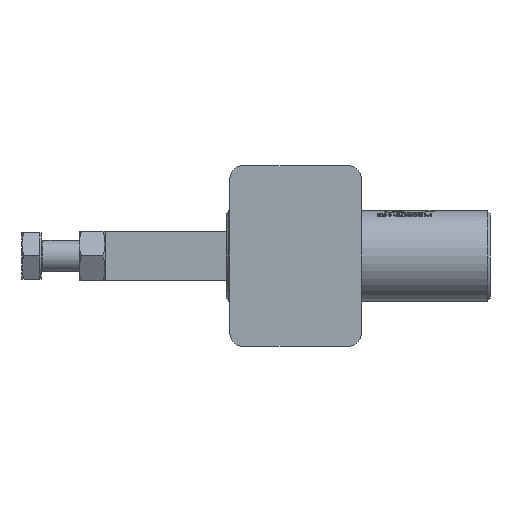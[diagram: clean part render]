
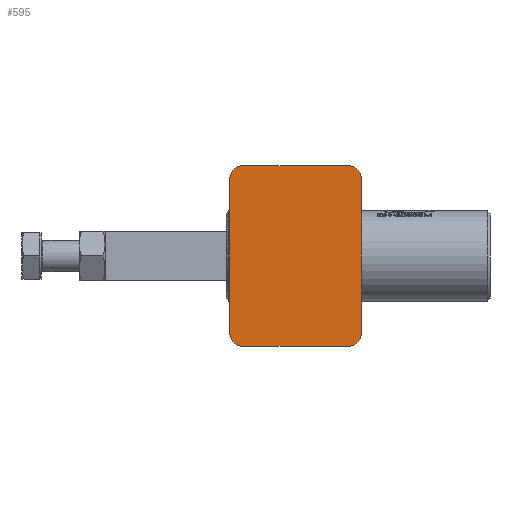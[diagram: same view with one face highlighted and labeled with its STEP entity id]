
A CAD part, front view. The second image highlights one B-rep face of the part: STEP entity #595.
In plain terms, the highlighted planar face has unit normal (0, -1, 0).
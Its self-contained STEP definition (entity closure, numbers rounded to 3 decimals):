
#161 = CARTESIAN_POINT ( 'NONE',  ( -20.4, 0., -29.9 ) ) ;
#399 = CARTESIAN_POINT ( 'NONE',  ( -25.4, 0., -29.9 ) ) ;
#595 = ADVANCED_FACE ( 'NONE', ( #13444 ), #21309, .F. ) ;
#902 = CARTESIAN_POINT ( 'NONE',  ( 20.4, 0., -29.9 ) ) ;
#1189 = EDGE_CURVE ( 'NONE', #24224, #46888, #41566, .T. ) ;
#4162 = DIRECTION ( 'NONE',  ( 0., 0., 1. ) ) ;
#4365 = LINE ( 'NONE', #9221, #24405 ) ;
#4574 = DIRECTION ( 'NONE',  ( 0., -1., 0. ) ) ;
#4914 = DIRECTION ( 'NONE',  ( 0., 0., 1. ) ) ;
#5550 = CIRCLE ( 'NONE', #6950, 5. ) ;
#5741 = ORIENTED_EDGE ( 'NONE', *, *, #26686, .T. ) ;
#6142 = CIRCLE ( 'NONE', #44532, 5. ) ;
#6324 = CARTESIAN_POINT ( 'NONE',  ( -20.4, 0., 34.9 ) ) ;
#6950 = AXIS2_PLACEMENT_3D ( 'NONE', #21313, #49290, #25349 ) ;
#8476 = CARTESIAN_POINT ( 'NONE',  ( -25.4, 0., 34.9 ) ) ;
#9221 = CARTESIAN_POINT ( 'NONE',  ( -25.4, 0., 34.9 ) ) ;
#10555 = ORIENTED_EDGE ( 'NONE', *, *, #27222, .T. ) ;
#10856 = VECTOR ( 'NONE', #36731, 1000. ) ;
#11023 = ORIENTED_EDGE ( 'NONE', *, *, #22397, .T. ) ;
#12151 = LINE ( 'NONE', #44634, #33465 ) ;
#13262 = DIRECTION ( 'NONE',  ( 1., 0., 0. ) ) ;
#13444 = FACE_OUTER_BOUND ( 'NONE', #35399, .T. ) ;
#16568 = CARTESIAN_POINT ( 'NONE',  ( 20.4, 0., -34.9 ) ) ;
#16789 = VERTEX_POINT ( 'NONE', #31924 ) ;
#17688 = CIRCLE ( 'NONE', #34935, 5. ) ;
#19128 = DIRECTION ( 'NONE',  ( 0., 0., 1. ) ) ;
#20558 = LINE ( 'NONE', #33930, #40612 ) ;
#21309 = PLANE ( 'NONE',  #43614 ) ;
#21313 = CARTESIAN_POINT ( 'NONE',  ( -20.4, 0., 29.9 ) ) ;
#22397 = EDGE_CURVE ( 'NONE', #29874, #46888, #5550, .T. ) ;
#22917 = EDGE_CURVE ( 'NONE', #32280, #39624, #6142, .T. ) ;
#24224 = VERTEX_POINT ( 'NONE', #399 ) ;
#24311 = ORIENTED_EDGE ( 'NONE', *, *, #43640, .F. ) ;
#24405 = VECTOR ( 'NONE', #13262, 1000. ) ;
#25349 = DIRECTION ( 'NONE',  ( 0., 0., 1. ) ) ;
#26502 = ORIENTED_EDGE ( 'NONE', *, *, #1189, .F. ) ;
#26686 = EDGE_CURVE ( 'NONE', #27491, #40258, #37145, .T. ) ;
#27222 = EDGE_CURVE ( 'NONE', #24224, #16789, #17688, .T. ) ;
#27491 = VERTEX_POINT ( 'NONE', #28057 ) ;
#28021 = CARTESIAN_POINT ( 'NONE',  ( -25.4, 0., 29.9 ) ) ;
#28057 = CARTESIAN_POINT ( 'NONE',  ( 25.4, 0., 29.9 ) ) ;
#28123 = DIRECTION ( 'NONE',  ( 0., -1., 0. ) ) ;
#28240 = ORIENTED_EDGE ( 'NONE', *, *, #22917, .T. ) ;
#28556 = CARTESIAN_POINT ( 'NONE',  ( 20.4, 0., 29.9 ) ) ;
#28879 = DIRECTION ( 'NONE',  ( 0., -1., 0. ) ) ;
#29874 = VERTEX_POINT ( 'NONE', #6324 ) ;
#31924 = CARTESIAN_POINT ( 'NONE',  ( -20.4, 0., -34.9 ) ) ;
#32173 = CARTESIAN_POINT ( 'NONE',  ( -25.4, 0., -34.9 ) ) ;
#32280 = VERTEX_POINT ( 'NONE', #16568 ) ;
#32578 = DIRECTION ( 'NONE',  ( 0., 0., 1. ) ) ;
#33258 = AXIS2_PLACEMENT_3D ( 'NONE', #28556, #4574, #32578 ) ;
#33465 = VECTOR ( 'NONE', #40961, 1000. ) ;
#33930 = CARTESIAN_POINT ( 'NONE',  ( -25.4, 0., -34.9 ) ) ;
#34613 = CARTESIAN_POINT ( 'NONE',  ( 20.4, 0., 34.9 ) ) ;
#34935 = AXIS2_PLACEMENT_3D ( 'NONE', #161, #28123, #4162 ) ;
#35399 = EDGE_LOOP ( 'NONE', ( #26502, #10555, #48560, #28240, #24311, #5741, #42221, #11023 ) ) ;
#36731 = DIRECTION ( 'NONE',  ( 0., 0., 1. ) ) ;
#37145 = CIRCLE ( 'NONE', #33258, 5. ) ;
#37458 = EDGE_CURVE ( 'NONE', #29874, #40258, #4365, .T. ) ;
#38503 = EDGE_CURVE ( 'NONE', #32280, #16789, #20558, .T. ) ;
#39624 = VERTEX_POINT ( 'NONE', #45116 ) ;
#40258 = VERTEX_POINT ( 'NONE', #34613 ) ;
#40496 = DIRECTION ( 'NONE',  ( 0., 1., 0. ) ) ;
#40612 = VECTOR ( 'NONE', #41978, 1000. ) ;
#40961 = DIRECTION ( 'NONE',  ( 0., 0., -1. ) ) ;
#41566 = LINE ( 'NONE', #32173, #10856 ) ;
#41978 = DIRECTION ( 'NONE',  ( -1., 0., 0. ) ) ;
#42221 = ORIENTED_EDGE ( 'NONE', *, *, #37458, .F. ) ;
#43614 = AXIS2_PLACEMENT_3D ( 'NONE', #8476, #40496, #19128 ) ;
#43640 = EDGE_CURVE ( 'NONE', #27491, #39624, #12151, .T. ) ;
#44532 = AXIS2_PLACEMENT_3D ( 'NONE', #902, #28879, #4914 ) ;
#44634 = CARTESIAN_POINT ( 'NONE',  ( 25.4, 0., -34.9 ) ) ;
#45116 = CARTESIAN_POINT ( 'NONE',  ( 25.4, 0., -29.9 ) ) ;
#46888 = VERTEX_POINT ( 'NONE', #28021 ) ;
#48560 = ORIENTED_EDGE ( 'NONE', *, *, #38503, .F. ) ;
#49290 = DIRECTION ( 'NONE',  ( 0., -1., 0. ) ) ;
